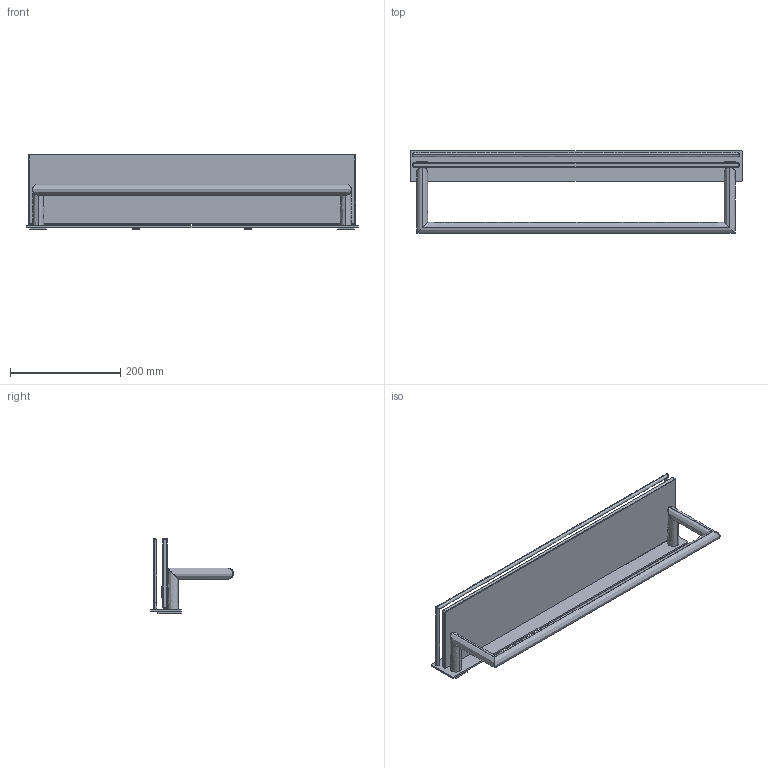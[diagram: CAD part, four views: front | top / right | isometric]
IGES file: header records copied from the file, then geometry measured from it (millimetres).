
Start section:  PTC IGES file: 2819rt-24.igs
Global section: file name: 2819rt-24.igs; native system: Creo Parametric by PTC Inc.; preprocessor: 2018400; author: jinson.thomas; organization: Unknown; date: 20220214.140329; units: inch
Bounding box: 602.79 x 150.57 x 136.57 mm (x, y, z)
Volume: 832572.8 mm3; surface area: 362235 mm2
Topology: 1 solids, 5 shells, 148 faces, 338 edges, 206 vertices
Faces by surface type: revolution 86, bspline 62
